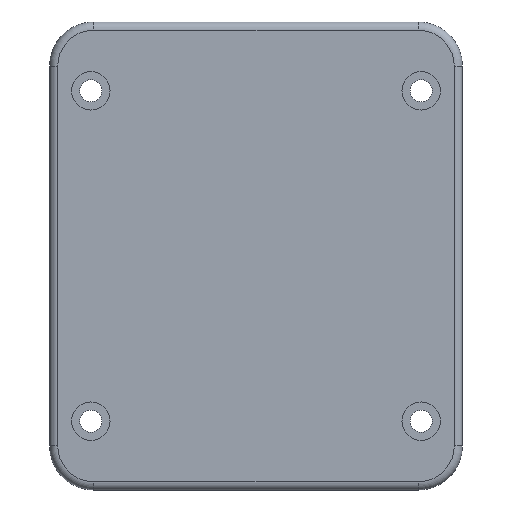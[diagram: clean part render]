
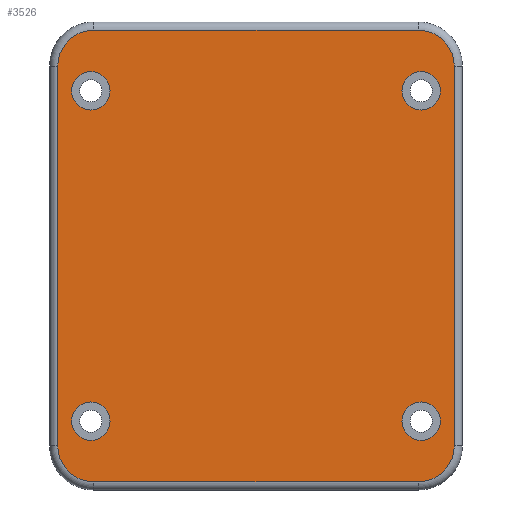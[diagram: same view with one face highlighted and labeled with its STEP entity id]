
A CAD part, left-side view. The second image highlights one B-rep face of the part: STEP entity #3526.
In plain terms, the highlighted planar face has unit normal (-1, 0, 0).
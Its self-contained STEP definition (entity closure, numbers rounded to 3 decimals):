
#496=DIRECTION('',(0.,1.,0.));
#497=VECTOR('',#496,59.);
#498=CARTESIAN_POINT('',(0.,-29.5,-41.));
#499=LINE('',#498,#497);
#519=DIRECTION('',(0.,0.,-1.));
#520=VECTOR('',#519,69.);
#521=CARTESIAN_POINT('',(0.,-36.,34.5));
#522=LINE('',#521,#520);
#542=DIRECTION('',(0.,-1.,0.));
#543=VECTOR('',#542,59.);
#544=CARTESIAN_POINT('',(0.,29.5,41.));
#545=LINE('',#544,#543);
#565=DIRECTION('',(0.,0.,1.));
#566=VECTOR('',#565,69.);
#567=CARTESIAN_POINT('',(0.,36.,-34.5));
#568=LINE('',#567,#566);
#628=CARTESIAN_POINT('',(0.,-29.5,-34.5));
#629=DIRECTION('',(-1.,0.,0.));
#630=DIRECTION('',(0.,0.,-1.));
#631=AXIS2_PLACEMENT_3D('',#628,#629,#630);
#633=CARTESIAN_POINT('',(0.,29.5,-34.5));
#634=DIRECTION('',(-1.,0.,0.));
#635=DIRECTION('',(0.,1.,0.));
#636=AXIS2_PLACEMENT_3D('',#633,#634,#635);
#638=CARTESIAN_POINT('',(0.,29.5,34.5));
#639=DIRECTION('',(-1.,0.,0.));
#640=DIRECTION('',(0.,0.,1.));
#641=AXIS2_PLACEMENT_3D('',#638,#639,#640);
#643=CARTESIAN_POINT('',(0.,-29.5,34.5));
#644=DIRECTION('',(-1.,0.,0.));
#645=DIRECTION('',(0.,-1.,0.));
#646=AXIS2_PLACEMENT_3D('',#643,#644,#645);
#648=CARTESIAN_POINT('',(0.,30.,30.));
#649=DIRECTION('',(1.,0.,0.));
#650=DIRECTION('',(0.,-1.,0.));
#651=AXIS2_PLACEMENT_3D('',#648,#649,#650);
#653=CARTESIAN_POINT('',(0.,30.,30.));
#654=DIRECTION('',(1.,0.,0.));
#655=DIRECTION('',(0.,1.,0.));
#656=AXIS2_PLACEMENT_3D('',#653,#654,#655);
#658=CARTESIAN_POINT('',(0.,-30.,30.));
#659=DIRECTION('',(1.,0.,0.));
#660=DIRECTION('',(0.,1.,0.));
#661=AXIS2_PLACEMENT_3D('',#658,#659,#660);
#663=CARTESIAN_POINT('',(0.,-30.,30.));
#664=DIRECTION('',(1.,0.,0.));
#665=DIRECTION('',(0.,-1.,0.));
#666=AXIS2_PLACEMENT_3D('',#663,#664,#665);
#668=CARTESIAN_POINT('',(0.,-30.,-30.));
#669=DIRECTION('',(1.,0.,0.));
#670=DIRECTION('',(0.,1.,0.));
#671=AXIS2_PLACEMENT_3D('',#668,#669,#670);
#673=CARTESIAN_POINT('',(0.,-30.,-30.));
#674=DIRECTION('',(1.,0.,0.));
#675=DIRECTION('',(0.,-1.,0.));
#676=AXIS2_PLACEMENT_3D('',#673,#674,#675);
#678=CARTESIAN_POINT('',(0.,30.,-30.));
#679=DIRECTION('',(1.,0.,0.));
#680=DIRECTION('',(0.,-1.,0.));
#681=AXIS2_PLACEMENT_3D('',#678,#679,#680);
#683=CARTESIAN_POINT('',(0.,30.,-30.));
#684=DIRECTION('',(1.,0.,0.));
#685=DIRECTION('',(0.,1.,0.));
#686=AXIS2_PLACEMENT_3D('',#683,#684,#685);
#2754=CARTESIAN_POINT('',(0.,-29.5,-41.));
#2755=VERTEX_POINT('',#2754);
#2756=CARTESIAN_POINT('',(0.,29.5,-41.));
#2757=VERTEX_POINT('',#2756);
#2758=CARTESIAN_POINT('',(0.,36.,-34.5));
#2759=VERTEX_POINT('',#2758);
#2760=CARTESIAN_POINT('',(0.,36.,34.5));
#2761=VERTEX_POINT('',#2760);
#2762=CARTESIAN_POINT('',(0.,29.5,41.));
#2763=VERTEX_POINT('',#2762);
#2764=CARTESIAN_POINT('',(0.,-29.5,41.));
#2765=VERTEX_POINT('',#2764);
#2766=CARTESIAN_POINT('',(0.,-36.,34.5));
#2767=VERTEX_POINT('',#2766);
#2768=CARTESIAN_POINT('',(0.,-36.,-34.5));
#2769=VERTEX_POINT('',#2768);
#2798=CARTESIAN_POINT('',(0.,26.5,30.));
#2799=CARTESIAN_POINT('',(0.,33.5,30.));
#2800=VERTEX_POINT('',#2798);
#2801=VERTEX_POINT('',#2799);
#2802=CARTESIAN_POINT('',(0.,-26.5,30.));
#2803=CARTESIAN_POINT('',(0.,-33.5,30.));
#2804=VERTEX_POINT('',#2802);
#2805=VERTEX_POINT('',#2803);
#2806=CARTESIAN_POINT('',(0.,-26.5,-30.));
#2807=CARTESIAN_POINT('',(0.,-33.5,-30.));
#2808=VERTEX_POINT('',#2806);
#2809=VERTEX_POINT('',#2807);
#2810=CARTESIAN_POINT('',(0.,26.5,-30.));
#2811=CARTESIAN_POINT('',(0.,33.5,-30.));
#2812=VERTEX_POINT('',#2810);
#2813=VERTEX_POINT('',#2811);
#3487=CARTESIAN_POINT('',(0.,0.,0.));
#3488=DIRECTION('',(1.,0.,0.));
#3489=DIRECTION('',(0.,1.,0.));
#3490=AXIS2_PLACEMENT_3D('',#3487,#3488,#3489);
#3491=PLANE('',#3490);
#3492=ORIENTED_EDGE('',*,*,#3303,.F.);
#3493=ORIENTED_EDGE('',*,*,#3288,.T.);
#3494=ORIENTED_EDGE('',*,*,#3392,.F.);
#3495=ORIENTED_EDGE('',*,*,#3378,.T.);
#3496=ORIENTED_EDGE('',*,*,#3363,.F.);
#3497=ORIENTED_EDGE('',*,*,#3348,.T.);
#3498=ORIENTED_EDGE('',*,*,#3333,.F.);
#3499=ORIENTED_EDGE('',*,*,#3318,.T.);
#3500=EDGE_LOOP('',(#3492,#3493,#3494,#3495,#3496,#3497,#3498,#3499));
#3501=FACE_OUTER_BOUND('',#3500,.F.);
#3503=ORIENTED_EDGE('',*,*,#3502,.F.);
#3505=ORIENTED_EDGE('',*,*,#3504,.F.);
#3506=EDGE_LOOP('',(#3503,#3505));
#3507=FACE_BOUND('',#3506,.F.);
#3509=ORIENTED_EDGE('',*,*,#3508,.F.);
#3511=ORIENTED_EDGE('',*,*,#3510,.F.);
#3512=EDGE_LOOP('',(#3509,#3511));
#3513=FACE_BOUND('',#3512,.F.);
#3515=ORIENTED_EDGE('',*,*,#3514,.F.);
#3517=ORIENTED_EDGE('',*,*,#3516,.F.);
#3518=EDGE_LOOP('',(#3515,#3517));
#3519=FACE_BOUND('',#3518,.F.);
#3521=ORIENTED_EDGE('',*,*,#3520,.F.);
#3523=ORIENTED_EDGE('',*,*,#3522,.F.);
#3524=EDGE_LOOP('',(#3521,#3523));
#3525=FACE_BOUND('',#3524,.F.);
#3526=ADVANCED_FACE('',(#3501,#3507,#3513,#3519,#3525),#3491,.F.);
#632=CIRCLE('',#631,6.5);
#637=CIRCLE('',#636,6.5);
#642=CIRCLE('',#641,6.5);
#647=CIRCLE('',#646,6.5);
#652=CIRCLE('',#651,3.5);
#657=CIRCLE('',#656,3.5);
#662=CIRCLE('',#661,3.5);
#667=CIRCLE('',#666,3.5);
#672=CIRCLE('',#671,3.5);
#677=CIRCLE('',#676,3.5);
#682=CIRCLE('',#681,3.5);
#687=CIRCLE('',#686,3.5);
#3288=EDGE_CURVE('',#2755,#2757,#499,.T.);
#3303=EDGE_CURVE('',#2755,#2769,#632,.T.);
#3318=EDGE_CURVE('',#2767,#2769,#522,.T.);
#3333=EDGE_CURVE('',#2767,#2765,#647,.T.);
#3348=EDGE_CURVE('',#2763,#2765,#545,.T.);
#3363=EDGE_CURVE('',#2763,#2761,#642,.T.);
#3378=EDGE_CURVE('',#2759,#2761,#568,.T.);
#3392=EDGE_CURVE('',#2759,#2757,#637,.T.);
#3502=EDGE_CURVE('',#2800,#2801,#652,.T.);
#3504=EDGE_CURVE('',#2801,#2800,#657,.T.);
#3508=EDGE_CURVE('',#2804,#2805,#662,.T.);
#3510=EDGE_CURVE('',#2805,#2804,#667,.T.);
#3514=EDGE_CURVE('',#2808,#2809,#672,.T.);
#3516=EDGE_CURVE('',#2809,#2808,#677,.T.);
#3520=EDGE_CURVE('',#2812,#2813,#682,.T.);
#3522=EDGE_CURVE('',#2813,#2812,#687,.T.);
